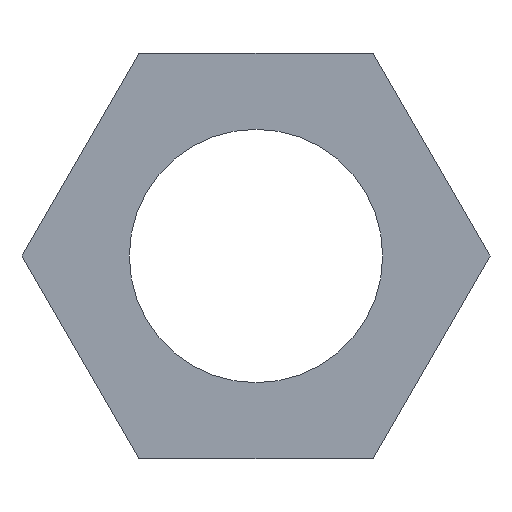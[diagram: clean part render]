
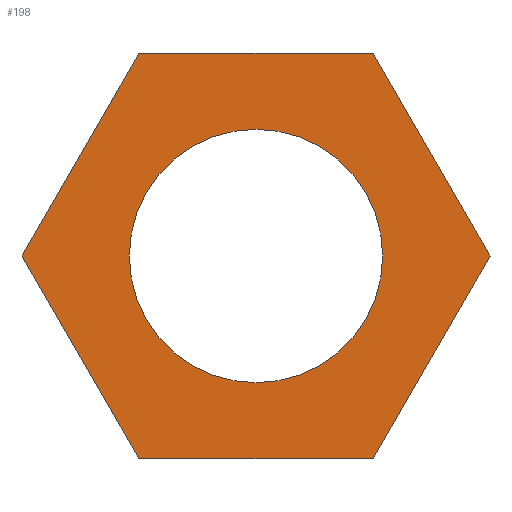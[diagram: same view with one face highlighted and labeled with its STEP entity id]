
A CAD part, front view. The second image highlights one B-rep face of the part: STEP entity #198.
In plain terms, the highlighted planar face has unit normal (0, -1, 0).
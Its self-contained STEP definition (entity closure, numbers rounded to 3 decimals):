
#123=CARTESIAN_POINT('',(0.0,0.0,0.0));
#124=DIRECTION('',(0.0,1.0,0.0));
#125=DIRECTION('',(0.0,-0.0,1.0));
#126=AXIS2_PLACEMENT_3D('',#123,#124,#125);
#127=PLANE('',#126);
#128=CARTESIAN_POINT('',(-2.309,0.0,-4.0));
#129=VERTEX_POINT('',#128);
#130=CARTESIAN_POINT('',(-4.619,0.0,0.));
#131=VERTEX_POINT('',#130);
#132=CARTESIAN_POINT('',(-2.309,0.0,-4.0));
#133=DIRECTION('',(-0.5,0.0,0.866));
#134=VECTOR('',#133,4.619);
#135=LINE('',#132,#134);
#136=EDGE_CURVE('',#129,#131,#135,.T.);
#137=ORIENTED_EDGE('',*,*,#136,.F.);
#138=CARTESIAN_POINT('',(2.309,0.0,-4.0));
#139=VERTEX_POINT('',#138);
#140=CARTESIAN_POINT('',(2.309,0.0,-4.0));
#141=DIRECTION('',(-1.0,0.0,0.0));
#142=VECTOR('',#141,4.619);
#143=LINE('',#140,#142);
#144=EDGE_CURVE('',#139,#129,#143,.T.);
#145=ORIENTED_EDGE('',*,*,#144,.F.);
#146=CARTESIAN_POINT('',(4.619,0.0,0.));
#147=VERTEX_POINT('',#146);
#148=CARTESIAN_POINT('',(4.619,0.0,0.));
#149=DIRECTION('',(-0.5,0.0,-0.866));
#150=VECTOR('',#149,4.619);
#151=LINE('',#148,#150);
#152=EDGE_CURVE('',#147,#139,#151,.T.);
#153=ORIENTED_EDGE('',*,*,#152,.F.);
#154=CARTESIAN_POINT('',(2.309,0.0,4.0));
#155=VERTEX_POINT('',#154);
#156=CARTESIAN_POINT('',(2.309,0.0,4.0));
#157=DIRECTION('',(0.5,0.0,-0.866));
#158=VECTOR('',#157,4.619);
#159=LINE('',#156,#158);
#160=EDGE_CURVE('',#155,#147,#159,.T.);
#161=ORIENTED_EDGE('',*,*,#160,.F.);
#162=CARTESIAN_POINT('',(-2.309,0.0,4.0));
#163=VERTEX_POINT('',#162);
#164=CARTESIAN_POINT('',(-2.309,0.0,4.0));
#165=DIRECTION('',(1.0,0.0,0.));
#166=VECTOR('',#165,4.619);
#167=LINE('',#164,#166);
#168=EDGE_CURVE('',#163,#155,#167,.T.);
#169=ORIENTED_EDGE('',*,*,#168,.F.);
#170=CARTESIAN_POINT('',(-4.619,0.0,0.));
#171=DIRECTION('',(0.5,0.0,0.866));
#172=VECTOR('',#171,4.619);
#173=LINE('',#170,#172);
#174=EDGE_CURVE('',#131,#163,#173,.T.);
#175=ORIENTED_EDGE('',*,*,#174,.F.);
#176=EDGE_LOOP('',(#137,#145,#153,#161,#169,#175));
#177=FACE_BOUND('',#176,.T.);
#178=CARTESIAN_POINT('',(0.,0.0,2.5));
#179=VERTEX_POINT('',#178);
#180=CARTESIAN_POINT('',(0.,0.0,-2.5));
#181=VERTEX_POINT('',#180);
#182=CARTESIAN_POINT('',(0.0,0.0,0.0));
#183=DIRECTION('',(0.0,1.0,0.0));
#184=DIRECTION('',(0.0,-0.0,1.0));
#185=AXIS2_PLACEMENT_3D('',#182,#183,#184);
#186=CIRCLE('',#185,2.5);
#187=EDGE_CURVE('',#179,#181,#186,.T.);
#188=ORIENTED_EDGE('',*,*,#187,.T.);
#189=CARTESIAN_POINT('',(0.0,0.0,0.0));
#190=DIRECTION('',(0.0,1.0,0.0));
#191=DIRECTION('',(0.0,-0.0,1.0));
#192=AXIS2_PLACEMENT_3D('',#189,#190,#191);
#193=CIRCLE('',#192,2.5);
#194=EDGE_CURVE('',#181,#179,#193,.T.);
#195=ORIENTED_EDGE('',*,*,#194,.T.);
#196=EDGE_LOOP('',(#188,#195));
#197=FACE_BOUND('',#196,.T.);
#198=ADVANCED_FACE('',(#177,#197),#127,.F.);
